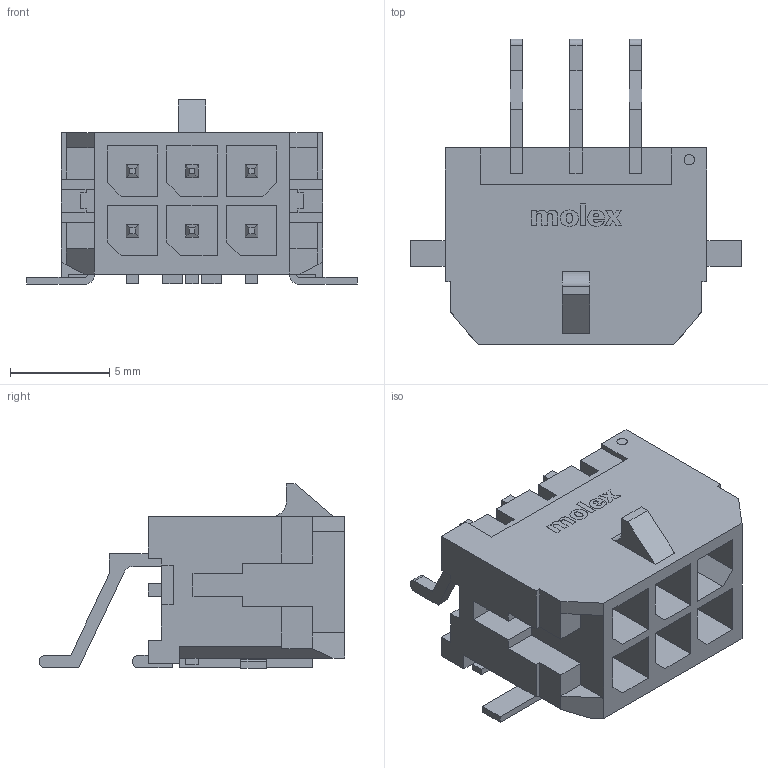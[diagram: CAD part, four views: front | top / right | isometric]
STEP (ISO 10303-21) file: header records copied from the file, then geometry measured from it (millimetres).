
FILE_DESCRIPTION(/* description */ (''),/* implementation_level */ '2;1');
FILE_NAME(/* name */ 'Molex 43045-0609.stp',/* time_stamp */ '2021-06-11T13:23:26-04:00',/* author */ ('rabri'),/* organization */ (''),/* preprocessor_version */ 'ST-DEVELOPER v18',/* originating_system */ 'Autodesk Inventor 2020',/* authorisation */ '');
FILE_SCHEMA (('AUTOMOTIVE_DESIGN { 1 0 10303 214 3 1 1 }'));
Length unit declared in the file: millimetre
Products named in the file (4): Molex 43045-0609; body; terminal; logo_
Assembly tree (3 placements, depth 2):
  Molex 43045-0609
    body
    terminal
    logo_
Bounding box: 16.65 x 15.4 x 9.28 mm (x, y, z)
Volume: 592.3 mm3; surface area: 1270.8 mm2
Topology: 26 solids, 29 shells, 477 faces, 1189 edges, 782 vertices
Faces by surface type: plane 394, bspline 66, cylinder 17
Full cylindrical faces by diameter (mm): 0.522 x1
Entity records: 14354 total; most frequent: CARTESIAN_POINT 3089, ORIENTED_EDGE 2378, DIRECTION 2049, EDGE_CURVE 1189, LINE 1021, VECTOR 1021, VERTEX_POINT 782, AXIS2_PLACEMENT_3D 514
